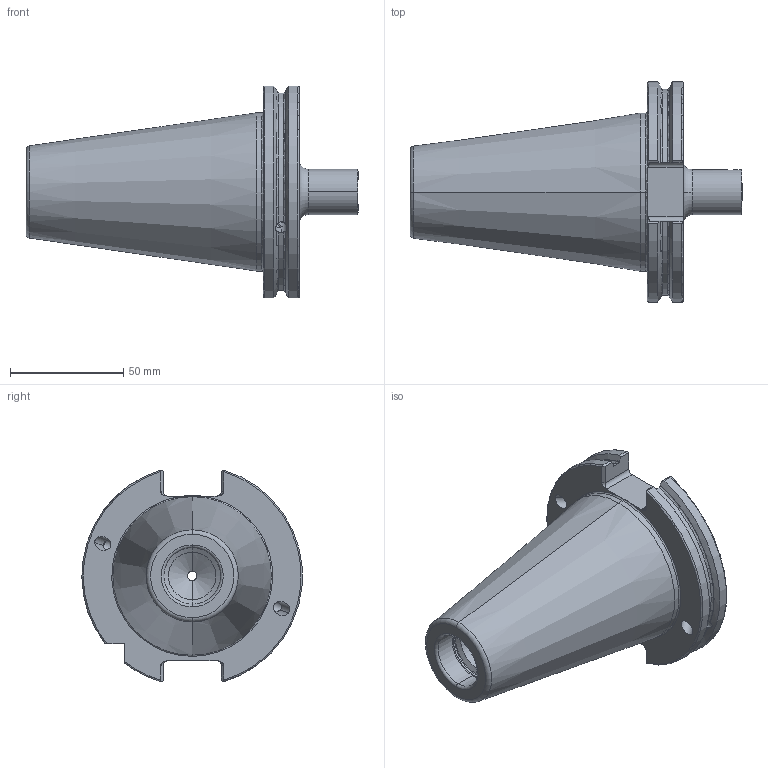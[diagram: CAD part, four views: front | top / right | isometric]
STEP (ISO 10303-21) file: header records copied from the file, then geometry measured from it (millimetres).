
FILE_DESCRIPTION (( 'STEP AP203' ), '1' );
FILE_NAME ('SB5-ST1.K01.045.STEP', '2016-02-12T09:23:07', ( 'SWIAdmin' ), ( 'Hewlett-Packard Company' ), 'SwSTEP 2.0', 'SolidWorks 2015', '' );
FILE_SCHEMA (( 'CONFIG_CONTROL_DESIGN' ));
Length unit declared in the file: millimetre
Products named in the file (2): SB5-ST1.K01.045_A_mit Bundk”lung; SB5-ST1.K01.045
Assembly tree (1 placements, depth 2):
  SB5-ST1.K01.045
    SB5-ST1.K01.045_A_mit Bundk”lung
Bounding box: 146.6 x 97.28 x 93.51 mm (x, y, z)
Volume: 344001.5 mm3; surface area: 44043.1 mm2
Topology: 1 solids, 1 shells, 153 faces, 415 edges, 260 vertices
Faces by surface type: cylinder 50, plane 42, torus 35, cone 22, bspline 4
Entity records: 5855 total; most frequent: CARTESIAN_POINT 1962, ORIENTED_EDGE 826, DIRECTION 734, EDGE_CURVE 413, AXIS2_PLACEMENT_3D 291, VERTEX_POINT 260, EDGE_LOOP 161, FACE_OUTER_BOUND 153
